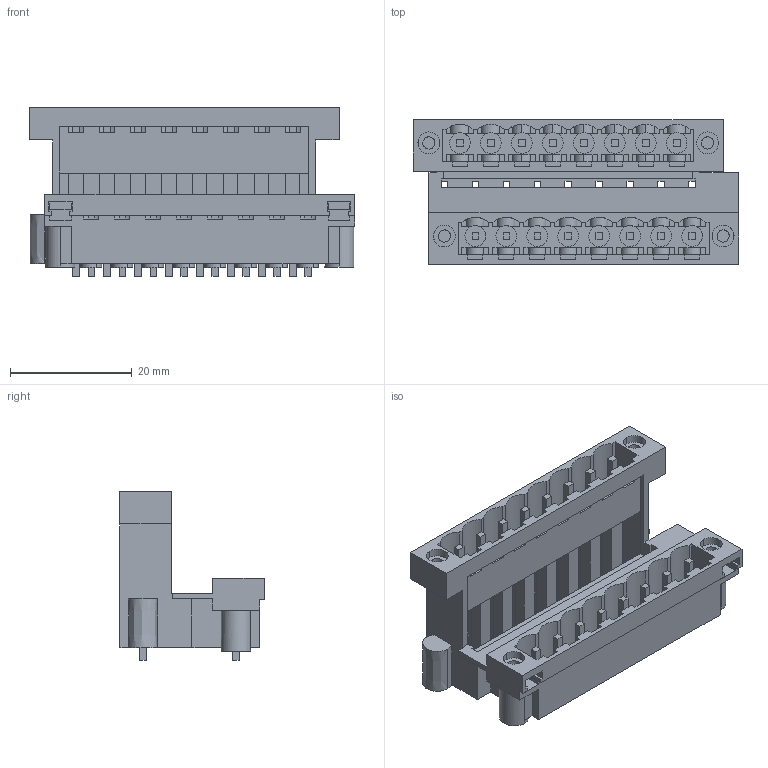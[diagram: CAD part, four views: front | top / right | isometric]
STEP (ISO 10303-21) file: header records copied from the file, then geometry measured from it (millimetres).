
FILE_DESCRIPTION(('CATIA V5 STEP Exchange','CAx-IF Rec.Pracs.--- Model Styling and Organization---1.2---2011-12-15'),'2;1');
FILE_NAME ('D1456902_0_1828950000_1828950000.stp','2018-04-19T11:42:17+00:00',('none'),('Weidmueller'),'CATIA Version 5-6 Release 2014','CATIA V5 STEP AP214','none');
FILE_SCHEMA(('AUTOMOTIVE_DESIGN { 1 0 10303 214 1 1 1 1 }'));
Length unit declared in the file: millimetre
Products named in the file (1): 1828950000
Bounding box: 53.34 x 23.67 x 27.66 mm (x, y, z)
Volume: 7512 mm3; surface area: 14405.3 mm2
Topology: 21 solids, 29 shells, 865 faces, 2748 edges, 1916 vertices
Faces by surface type: plane 711, cylinder 150, extrusion 4
Entity records: 29211 total; most frequent: CARTESIAN_POINT 6268, ORIENTED_EDGE 5496, DIRECTION 3585, EDGE_CURVE 2748, VECTOR 2234, LINE 2230, VERTEX_POINT 1916, EDGE_LOOP 940
